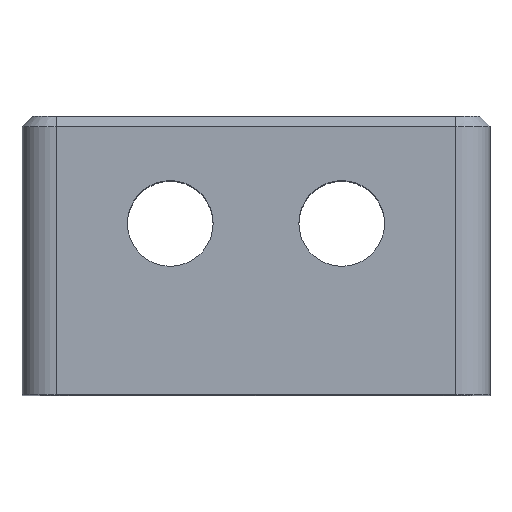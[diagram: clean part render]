
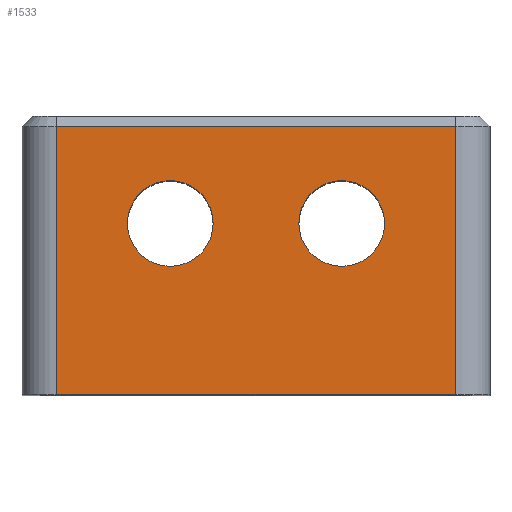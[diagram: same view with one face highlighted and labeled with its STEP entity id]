
A CAD part, top view. The second image highlights one B-rep face of the part: STEP entity #1533.
In plain terms, the highlighted planar face has unit normal (0, 0, 1).
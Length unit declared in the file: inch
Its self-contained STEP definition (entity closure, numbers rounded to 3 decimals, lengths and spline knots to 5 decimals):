
#49 = CARTESIAN_POINT ( 'NONE',  ( 0.375, 0.125, 0.6825 ) ) ;
#66 = VERTEX_POINT ( 'NONE', #1440 ) ;
#136 = EDGE_CURVE ( 'NONE', #1400, #1402, #1169, .T. ) ;
#137 = DIRECTION ( 'NONE',  ( 1., 0., 0. ) ) ;
#139 = AXIS2_PLACEMENT_3D ( 'NONE', #1096, #1798, #932 ) ;
#147 = EDGE_CURVE ( 'NONE', #1501, #347, #446, .T. ) ;
#197 = CARTESIAN_POINT ( 'NONE',  ( 0.5825, 0.4075, 0.6825 ) ) ;
#198 = EDGE_LOOP ( 'NONE', ( #1287, #584, #1829, #1191 ) ) ;
#216 = FACE_OUTER_BOUND ( 'NONE', #198, .T. ) ;
#223 = CARTESIAN_POINT ( 'NONE',  ( -0.6825, -0.375, 0.6825 ) ) ;
#253 = EDGE_LOOP ( 'NONE', ( #1531, #692 ) ) ;
#294 = AXIS2_PLACEMENT_3D ( 'NONE', #462, #1193, #1033 ) ;
#314 = VERTEX_POINT ( 'NONE', #49 ) ;
#326 = EDGE_CURVE ( 'NONE', #347, #1501, #938, .T. ) ;
#347 = VERTEX_POINT ( 'NONE', #548 ) ;
#365 = LINE ( 'NONE', #1247, #531 ) ;
#388 = DIRECTION ( 'NONE',  ( 0., 1., 0. ) ) ;
#446 = CIRCLE ( 'NONE', #294, 0.125 ) ;
#462 = CARTESIAN_POINT ( 'NONE',  ( -0.25, 0.125, 0.6825 ) ) ;
#511 = EDGE_CURVE ( 'NONE', #66, #314, #1243, .T. ) ;
#531 = VECTOR ( 'NONE', #1828, 39.37008 ) ;
#548 = CARTESIAN_POINT ( 'NONE',  ( -0.375, 0.125, 0.6825 ) ) ;
#584 = ORIENTED_EDGE ( 'NONE', *, *, #136, .T. ) ;
#657 = FACE_BOUND ( 'NONE', #253, .T. ) ;
#662 = VERTEX_POINT ( 'NONE', #1433 ) ;
#664 = DIRECTION ( 'NONE',  ( 1., 0., 0. ) ) ;
#683 = LINE ( 'NONE', #1273, #822 ) ;
#692 = ORIENTED_EDGE ( 'NONE', *, *, #326, .F. ) ;
#785 = CARTESIAN_POINT ( 'NONE',  ( -0.5825, -0.375, 0.6825 ) ) ;
#786 = DIRECTION ( 'NONE',  ( 1., 0., 0. ) ) ;
#813 = CIRCLE ( 'NONE', #1297, 0.125 ) ;
#822 = VECTOR ( 'NONE', #388, 39.37008 ) ;
#850 = AXIS2_PLACEMENT_3D ( 'NONE', #1083, #1662, #664 ) ;
#873 = EDGE_CURVE ( 'NONE', #1402, #1555, #365, .T. ) ;
#878 = DIRECTION ( 'NONE',  ( -1., 0., 0. ) ) ;
#932 = DIRECTION ( 'NONE',  ( -1., 0., 0. ) ) ;
#938 = CIRCLE ( 'NONE', #850, 0.125 ) ;
#968 = LINE ( 'NONE', #223, #1640 ) ;
#1009 = EDGE_LOOP ( 'NONE', ( #1140, #1208 ) ) ;
#1010 = EDGE_CURVE ( 'NONE', #1555, #662, #968, .T. ) ;
#1033 = DIRECTION ( 'NONE',  ( 1., 0., 0. ) ) ;
#1083 = CARTESIAN_POINT ( 'NONE',  ( -0.25, 0.125, 0.6825 ) ) ;
#1094 = EDGE_CURVE ( 'NONE', #662, #1400, #683, .T. ) ;
#1096 = CARTESIAN_POINT ( 'NONE',  ( -0.6825, 0.375, 0.6825 ) ) ;
#1104 = AXIS2_PLACEMENT_3D ( 'NONE', #1551, #1160, #137 ) ;
#1140 = ORIENTED_EDGE ( 'NONE', *, *, #1516, .F. ) ;
#1160 = DIRECTION ( 'NONE',  ( 0., 0., 1. ) ) ;
#1169 = LINE ( 'NONE', #1744, #1847 ) ;
#1191 = ORIENTED_EDGE ( 'NONE', *, *, #1010, .T. ) ;
#1193 = DIRECTION ( 'NONE',  ( 0., 0., 1. ) ) ;
#1208 = ORIENTED_EDGE ( 'NONE', *, *, #511, .F. ) ;
#1216 = FACE_BOUND ( 'NONE', #1009, .T. ) ;
#1243 = CIRCLE ( 'NONE', #1104, 0.125 ) ;
#1247 = CARTESIAN_POINT ( 'NONE',  ( -0.5825, 0.375, 0.6825 ) ) ;
#1273 = CARTESIAN_POINT ( 'NONE',  ( 0.5825, 0.375, 0.6825 ) ) ;
#1287 = ORIENTED_EDGE ( 'NONE', *, *, #1094, .T. ) ;
#1297 = AXIS2_PLACEMENT_3D ( 'NONE', #1652, #1517, #786 ) ;
#1354 = CARTESIAN_POINT ( 'NONE',  ( -0.5825, 0.4075, 0.6825 ) ) ;
#1363 = PLANE ( 'NONE',  #139 ) ;
#1400 = VERTEX_POINT ( 'NONE', #197 ) ;
#1402 = VERTEX_POINT ( 'NONE', #1354 ) ;
#1433 = CARTESIAN_POINT ( 'NONE',  ( 0.5825, -0.375, 0.6825 ) ) ;
#1440 = CARTESIAN_POINT ( 'NONE',  ( 0.125, 0.125, 0.6825 ) ) ;
#1501 = VERTEX_POINT ( 'NONE', #1675 ) ;
#1516 = EDGE_CURVE ( 'NONE', #314, #66, #813, .T. ) ;
#1517 = DIRECTION ( 'NONE',  ( 0., 0., 1. ) ) ;
#1531 = ORIENTED_EDGE ( 'NONE', *, *, #147, .F. ) ;
#1533 = ADVANCED_FACE ( 'NONE', ( #657, #1216, #216 ), #1363, .F. ) ;
#1551 = CARTESIAN_POINT ( 'NONE',  ( 0.25, 0.125, 0.6825 ) ) ;
#1555 = VERTEX_POINT ( 'NONE', #785 ) ;
#1640 = VECTOR ( 'NONE', #1866, 39.37008 ) ;
#1652 = CARTESIAN_POINT ( 'NONE',  ( 0.25, 0.125, 0.6825 ) ) ;
#1662 = DIRECTION ( 'NONE',  ( 0., 0., 1. ) ) ;
#1675 = CARTESIAN_POINT ( 'NONE',  ( -0.125, 0.125, 0.6825 ) ) ;
#1744 = CARTESIAN_POINT ( 'NONE',  ( -0.5825, 0.4075, 0.6825 ) ) ;
#1798 = DIRECTION ( 'NONE',  ( 0., 0., -1. ) ) ;
#1828 = DIRECTION ( 'NONE',  ( 0., -1., 0. ) ) ;
#1829 = ORIENTED_EDGE ( 'NONE', *, *, #873, .T. ) ;
#1847 = VECTOR ( 'NONE', #878, 39.37008 ) ;
#1866 = DIRECTION ( 'NONE',  ( 1., 0., 0. ) ) ;
